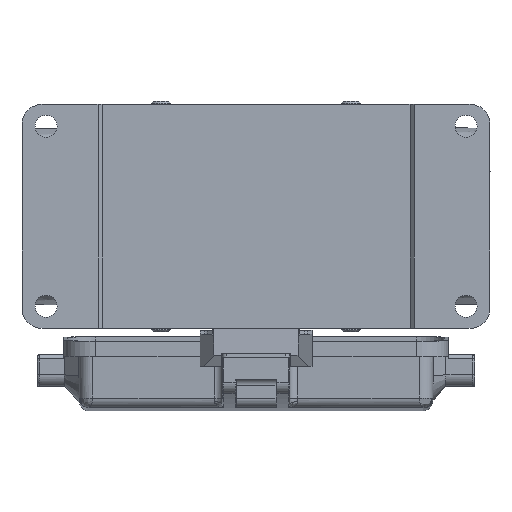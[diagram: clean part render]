
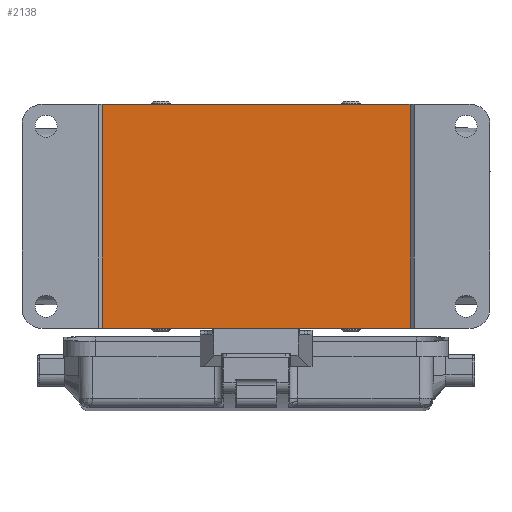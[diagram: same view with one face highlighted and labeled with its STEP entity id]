
A CAD part, front view. The second image highlights one B-rep face of the part: STEP entity #2138.
In plain terms, the highlighted planar face has unit normal (0, -1, 0).
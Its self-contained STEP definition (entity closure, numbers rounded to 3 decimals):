
#899=FACE_OUTER_BOUND('',#4964,.T.);
#2138=ADVANCED_FACE('NONE',(#899),#2574,.F.);
#2574=PLANE('',#12927);
#3295=LINE('',#22190,#4147);
#3296=LINE('',#22193,#4148);
#3297=LINE('',#22195,#4149);
#3298=LINE('',#22197,#4150);
#4147=VECTOR('',#15371,1.);
#4148=VECTOR('',#15372,1.);
#4149=VECTOR('',#15373,1.);
#4150=VECTOR('',#15374,1.);
#4964=EDGE_LOOP('',(#7539,#7540,#7541,#7542));
#7539=ORIENTED_EDGE('',*,*,#11236,.F.);
#7540=ORIENTED_EDGE('',*,*,#11237,.T.);
#7541=ORIENTED_EDGE('',*,*,#11238,.F.);
#7542=ORIENTED_EDGE('',*,*,#11239,.T.);
#9698=VERTEX_POINT('',#22191);
#9699=VERTEX_POINT('',#22192);
#9700=VERTEX_POINT('',#22194);
#9701=VERTEX_POINT('',#22196);
#11236=EDGE_CURVE('NONE',#9698,#9699,#3295,.T.);
#11237=EDGE_CURVE('NONE',#9698,#9700,#3296,.T.);
#11238=EDGE_CURVE('NONE',#9701,#9700,#3297,.T.);
#11239=EDGE_CURVE('NONE',#9701,#9699,#3298,.T.);
#12927=AXIS2_PLACEMENT_3D('',#22198,#15375,#15376);
#15371=DIRECTION('',(1.,0.,0.));
#15372=DIRECTION('',(0.,0.,-1.));
#15373=DIRECTION('',(-1.,0.,0.));
#15374=DIRECTION('',(0.,0.,1.));
#15375=DIRECTION('',(0.,1.,0.));
#15376=DIRECTION('',(0.,0.,1.));
#22190=CARTESIAN_POINT('',(-58.5,-23.,28.));
#22191=CARTESIAN_POINT('',(-38.5,-23.,28.));
#22192=CARTESIAN_POINT('',(38.5,-23.,28.));
#22193=CARTESIAN_POINT('',(-38.5,-23.,33.6));
#22194=CARTESIAN_POINT('',(-38.5,-23.,-28.));
#22195=CARTESIAN_POINT('',(58.5,-23.,-28.));
#22196=CARTESIAN_POINT('',(38.5,-23.,-28.));
#22197=CARTESIAN_POINT('',(38.5,-23.,33.6));
#22198=CARTESIAN_POINT('',(38.5,-23.,33.6));
